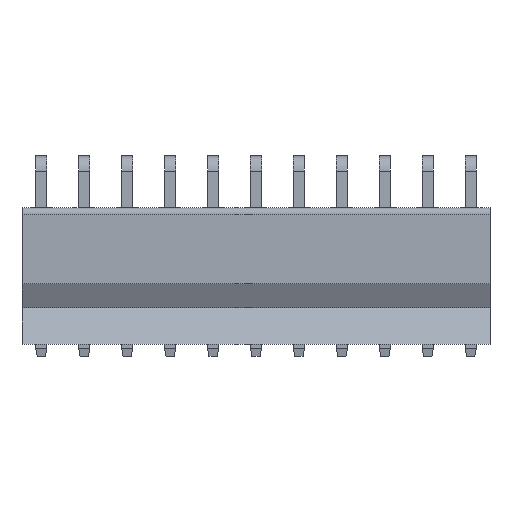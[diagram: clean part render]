
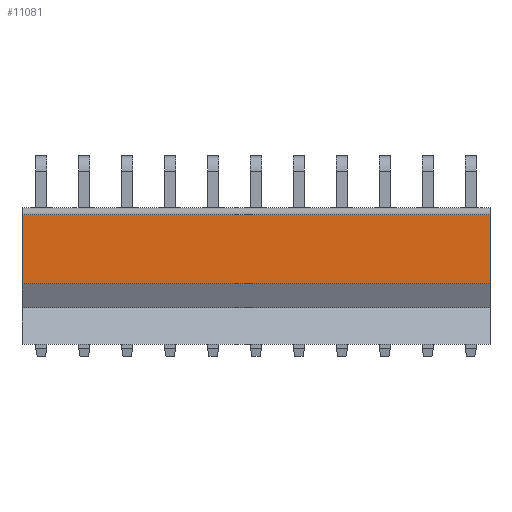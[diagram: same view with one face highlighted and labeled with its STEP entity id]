
A CAD part, top view. The second image highlights one B-rep face of the part: STEP entity #11081.
In plain terms, the highlighted planar face has unit normal (0, 0, 1).
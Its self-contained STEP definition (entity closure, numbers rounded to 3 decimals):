
#960=ORIENTED_EDGE('',*,*,#3027,.T.);
#961=ORIENTED_EDGE('',*,*,#3071,.T.);
#962=ORIENTED_EDGE('',*,*,#3037,.F.);
#963=ORIENTED_EDGE('',*,*,#3070,.F.);
#3027=EDGE_CURVE('',#4125,#4124,#4896,.T.);
#3037=EDGE_CURVE('',#4133,#4134,#4905,.T.);
#3070=EDGE_CURVE('',#4125,#4133,#4936,.T.);
#3071=EDGE_CURVE('',#4124,#4134,#4937,.T.);
#4124=VERTEX_POINT('',#14127);
#4125=VERTEX_POINT('',#14129);
#4133=VERTEX_POINT('',#14148);
#4134=VERTEX_POINT('',#14149);
#4896=LINE('',#14128,#5632);
#4905=LINE('',#14147,#5641);
#4936=LINE('',#14213,#5672);
#4937=LINE('',#14215,#5673);
#5632=VECTOR('',#12322,1000.);
#5641=VECTOR('',#12335,1000.);
#5672=VECTOR('',#12402,1000.);
#5673=VECTOR('',#12405,1000.);
#6251=EDGE_LOOP('',(#960,#961,#962,#963));
#6785=FACE_BOUND('',#6251,.T.);
#7286=PLANE('',#11595);
#11081=ADVANCED_FACE('',(#6785),#7286,.T.);
#11595=AXIS2_PLACEMENT_3D('',#14214,#12403,#12404);
#12322=DIRECTION('',(0.,1.,0.));
#12335=DIRECTION('',(0.,1.,0.));
#12402=DIRECTION('',(-1.,0.,0.));
#12403=DIRECTION('',(0.,0.,1.));
#12404=DIRECTION('',(0.,-1.,0.));
#12405=DIRECTION('',(-1.,0.,0.));
#14127=CARTESIAN_POINT('',(21.578,-6.35,9.474));
#14128=CARTESIAN_POINT('',(21.578,-5.715,9.474));
#14129=CARTESIAN_POINT('',(21.578,-12.725,9.474));
#14147=CARTESIAN_POINT('',(-21.578,-5.715,9.474));
#14148=CARTESIAN_POINT('',(-21.578,-12.725,9.474));
#14149=CARTESIAN_POINT('',(-21.578,-6.35,9.474));
#14213=CARTESIAN_POINT('',(21.578,-12.725,9.474));
#14214=CARTESIAN_POINT('',(21.578,-5.715,9.474));
#14215=CARTESIAN_POINT('',(21.578,-6.35,9.474));
